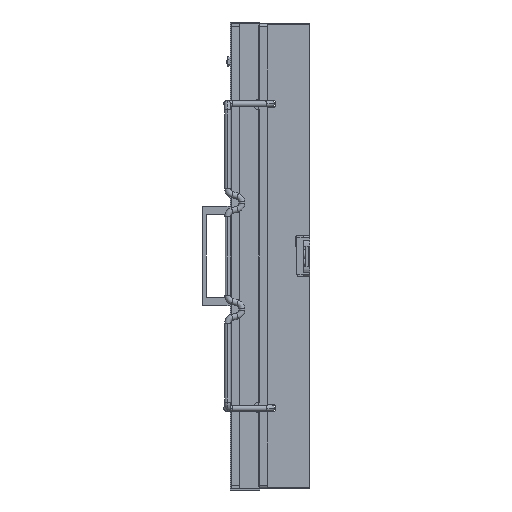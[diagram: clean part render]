
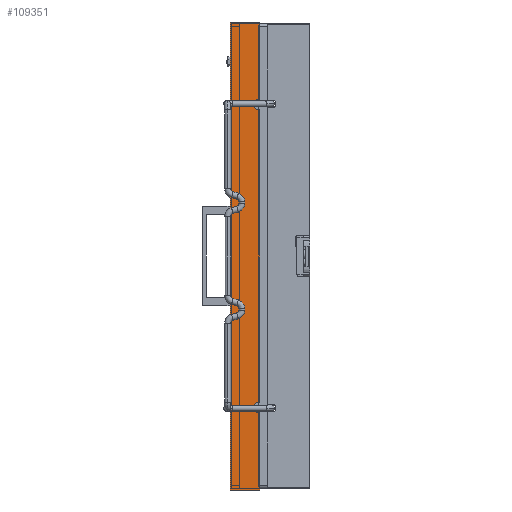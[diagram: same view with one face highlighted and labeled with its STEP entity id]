
A CAD part, left-side view. The second image highlights one B-rep face of the part: STEP entity #109351.
In plain terms, the highlighted planar face has unit normal (-1, 0, 0).
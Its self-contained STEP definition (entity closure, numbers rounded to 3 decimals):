
#1587 = VECTOR ( 'NONE', #172025, 1000. ) ;
#4184 = DIRECTION ( 'NONE',  ( 1., 0., 0. ) ) ;
#6702 = EDGE_CURVE ( 'NONE', #187633, #142276, #15392, .T. ) ;
#10167 = CARTESIAN_POINT ( 'NONE',  ( -202.9, 50.1, 154. ) ) ;
#14576 = AXIS2_PLACEMENT_3D ( 'NONE', #190720, #4184, #83220 ) ;
#15392 = LINE ( 'NONE', #135810, #22719 ) ;
#15944 = DIRECTION ( 'NONE',  ( 1., 0., 0. ) ) ;
#19214 = LINE ( 'NONE', #60462, #24050 ) ;
#19700 = CARTESIAN_POINT ( 'NONE',  ( -202.9, 78.1, -230.1 ) ) ;
#20354 = CARTESIAN_POINT ( 'NONE',  ( -202.9, 50.1, -154. ) ) ;
#21600 = AXIS2_PLACEMENT_3D ( 'NONE', #80925, #189075, #96479 ) ;
#22719 = VECTOR ( 'NONE', #117642, 1000. ) ;
#24050 = VECTOR ( 'NONE', #184121, 1000. ) ;
#35895 = ORIENTED_EDGE ( 'NONE', *, *, #109834, .T. ) ;
#37216 = VECTOR ( 'NONE', #43760, 1000. ) ;
#37925 = ORIENTED_EDGE ( 'NONE', *, *, #181441, .T. ) ;
#43760 = DIRECTION ( 'NONE',  ( 0., -1., 0. ) ) ;
#44297 = CARTESIAN_POINT ( 'NONE',  ( -202.9, 50.1, -144. ) ) ;
#48670 = EDGE_LOOP ( 'NONE', ( #167787, #93241, #57085, #186274, #68082, #35895, #37925, #185136, #161062, #77198, #164504, #122766 ) ) ;
#50285 = LINE ( 'NONE', #89458, #81557 ) ;
#56992 = CARTESIAN_POINT ( 'NONE',  ( -202.9, 49.1, -230.1 ) ) ;
#57085 = ORIENTED_EDGE ( 'NONE', *, *, #179278, .T. ) ;
#59010 = FACE_OUTER_BOUND ( 'NONE', #48670, .T. ) ;
#60462 = CARTESIAN_POINT ( 'NONE',  ( -202.9, 78.1, 230.1 ) ) ;
#60848 = VERTEX_POINT ( 'NONE', #20354 ) ;
#61943 = CARTESIAN_POINT ( 'NONE',  ( -202.9, 49.1, -230.1 ) ) ;
#68082 = ORIENTED_EDGE ( 'NONE', *, *, #166706, .T. ) ;
#72740 = VERTEX_POINT ( 'NONE', #158512 ) ;
#74156 = LINE ( 'NONE', #61943, #1587 ) ;
#74402 = VECTOR ( 'NONE', #120347, 1000. ) ;
#76257 = VERTEX_POINT ( 'NONE', #10167 ) ;
#77065 = VERTEX_POINT ( 'NONE', #44297 ) ;
#77198 = ORIENTED_EDGE ( 'NONE', *, *, #146818, .F. ) ;
#78231 = CARTESIAN_POINT ( 'NONE',  ( -202.9, 49.1, 230.1 ) ) ;
#78235 = VECTOR ( 'NONE', #150212, 1000. ) ;
#79289 = VERTEX_POINT ( 'NONE', #198399 ) ;
#80925 = CARTESIAN_POINT ( 'NONE',  ( -202.9, 50.1, 149. ) ) ;
#81557 = VECTOR ( 'NONE', #151684, 1000. ) ;
#83220 = DIRECTION ( 'NONE',  ( 0., 0., -1. ) ) ;
#87861 = EDGE_CURVE ( 'NONE', #77065, #182783, #182323, .T. ) ;
#89458 = CARTESIAN_POINT ( 'NONE',  ( -202.9, 49.1, -230.1 ) ) ;
#90418 = VECTOR ( 'NONE', #118897, 1000. ) ;
#92349 = CARTESIAN_POINT ( 'NONE',  ( -202.9, 50.1, -149. ) ) ;
#93241 = ORIENTED_EDGE ( 'NONE', *, *, #127468, .T. ) ;
#96479 = DIRECTION ( 'NONE',  ( 0., 0., 1. ) ) ;
#102725 = CARTESIAN_POINT ( 'NONE',  ( -202.9, 50.1, 144. ) ) ;
#103432 = CIRCLE ( 'NONE', #21600, 5. ) ;
#107502 = EDGE_CURVE ( 'NONE', #128515, #200205, #74156, .T. ) ;
#109351 = ADVANCED_FACE ( 'NONE', ( #59010 ), #190047, .F. ) ;
#109834 = EDGE_CURVE ( 'NONE', #79289, #122750, #181973, .T. ) ;
#112143 = DIRECTION ( 'NONE',  ( 0., 1., 0. ) ) ;
#117642 = DIRECTION ( 'NONE',  ( 0., 0., 1. ) ) ;
#118897 = DIRECTION ( 'NONE',  ( 0., -1., 0. ) ) ;
#119145 = CARTESIAN_POINT ( 'NONE',  ( -202.9, 49.1, 154. ) ) ;
#120347 = DIRECTION ( 'NONE',  ( 0., 1., 0. ) ) ;
#122750 = VERTEX_POINT ( 'NONE', #102725 ) ;
#122766 = ORIENTED_EDGE ( 'NONE', *, *, #149768, .T. ) ;
#123640 = CARTESIAN_POINT ( 'NONE',  ( -202.9, 49.1, -144. ) ) ;
#123795 = EDGE_CURVE ( 'NONE', #76257, #128515, #199260, .T. ) ;
#124825 = CARTESIAN_POINT ( 'NONE',  ( -202.9, 49.1, -154. ) ) ;
#125259 = LINE ( 'NONE', #153465, #74402 ) ;
#127313 = CARTESIAN_POINT ( 'NONE',  ( -202.9, 49.1, 154. ) ) ;
#127468 = EDGE_CURVE ( 'NONE', #142276, #60848, #125259, .T. ) ;
#128515 = VERTEX_POINT ( 'NONE', #127313 ) ;
#135810 = CARTESIAN_POINT ( 'NONE',  ( -202.9, 49.1, -230.1 ) ) ;
#138307 = DIRECTION ( 'NONE',  ( 0., 0., -1. ) ) ;
#140927 = VECTOR ( 'NONE', #112143, 1000. ) ;
#142276 = VERTEX_POINT ( 'NONE', #124825 ) ;
#146053 = CARTESIAN_POINT ( 'NONE',  ( -202.9, 78.1, -230.1 ) ) ;
#146818 = EDGE_CURVE ( 'NONE', #72740, #200205, #19214, .T. ) ;
#148426 = LINE ( 'NONE', #197237, #37216 ) ;
#149768 = EDGE_CURVE ( 'NONE', #158386, #187633, #148426, .T. ) ;
#150212 = DIRECTION ( 'NONE',  ( 0., -1., 0. ) ) ;
#151684 = DIRECTION ( 'NONE',  ( 0., 0., 1. ) ) ;
#153465 = CARTESIAN_POINT ( 'NONE',  ( -202.9, 44.641, -154. ) ) ;
#154997 = CIRCLE ( 'NONE', #170473, 5. ) ;
#156413 = LINE ( 'NONE', #19700, #197449 ) ;
#158116 = CARTESIAN_POINT ( 'NONE',  ( -202.9, 43.512, 144. ) ) ;
#158386 = VERTEX_POINT ( 'NONE', #146053 ) ;
#158512 = CARTESIAN_POINT ( 'NONE',  ( -202.9, 78.1, 230.1 ) ) ;
#159834 = EDGE_CURVE ( 'NONE', #158386, #72740, #156413, .T. ) ;
#161062 = ORIENTED_EDGE ( 'NONE', *, *, #107502, .T. ) ;
#164504 = ORIENTED_EDGE ( 'NONE', *, *, #159834, .F. ) ;
#166706 = EDGE_CURVE ( 'NONE', #182783, #79289, #50285, .T. ) ;
#167787 = ORIENTED_EDGE ( 'NONE', *, *, #6702, .T. ) ;
#170473 = AXIS2_PLACEMENT_3D ( 'NONE', #92349, #15944, #138307 ) ;
#171160 = DIRECTION ( 'NONE',  ( 0., 0., 1. ) ) ;
#172025 = DIRECTION ( 'NONE',  ( 0., 0., 1. ) ) ;
#179278 = EDGE_CURVE ( 'NONE', #60848, #77065, #154997, .T. ) ;
#181441 = EDGE_CURVE ( 'NONE', #122750, #76257, #103432, .T. ) ;
#181973 = LINE ( 'NONE', #158116, #140927 ) ;
#182323 = LINE ( 'NONE', #195880, #90418 ) ;
#182783 = VERTEX_POINT ( 'NONE', #123640 ) ;
#184121 = DIRECTION ( 'NONE',  ( 0., -1., 0. ) ) ;
#185136 = ORIENTED_EDGE ( 'NONE', *, *, #123795, .T. ) ;
#186274 = ORIENTED_EDGE ( 'NONE', *, *, #87861, .T. ) ;
#187633 = VERTEX_POINT ( 'NONE', #56992 ) ;
#189075 = DIRECTION ( 'NONE',  ( 1., 0., 0. ) ) ;
#190047 = PLANE ( 'NONE',  #14576 ) ;
#190720 = CARTESIAN_POINT ( 'NONE',  ( -202.9, 78.1, -230.1 ) ) ;
#195880 = CARTESIAN_POINT ( 'NONE',  ( -202.9, 50.1, -144. ) ) ;
#197237 = CARTESIAN_POINT ( 'NONE',  ( -202.9, 78.1, -230.1 ) ) ;
#197449 = VECTOR ( 'NONE', #171160, 1000. ) ;
#198399 = CARTESIAN_POINT ( 'NONE',  ( -202.9, 49.1, 144. ) ) ;
#199260 = LINE ( 'NONE', #119145, #78235 ) ;
#200205 = VERTEX_POINT ( 'NONE', #78231 ) ;
